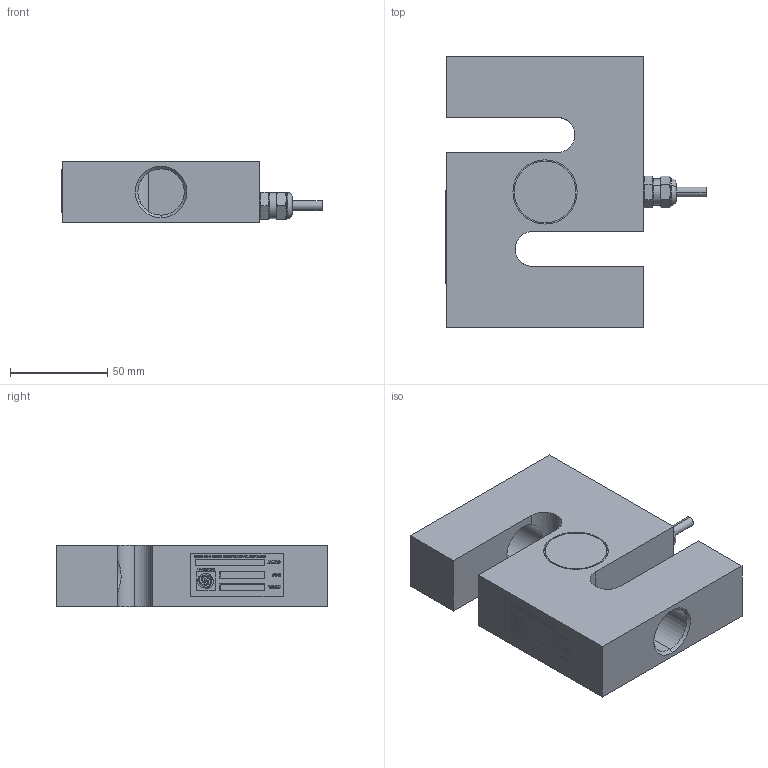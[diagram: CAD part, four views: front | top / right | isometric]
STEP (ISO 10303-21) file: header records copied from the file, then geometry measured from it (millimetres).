
FILE_DESCRIPTION (( 'STEP AP214' ), '1' );
FILE_NAME ('ZD1-C-15K X1 (STEP).STEP', '2021-07-30T23:00:44', ( '' ), ( '' ), 'SwSTEP 2.0', 'SolidWorks 2021', '' );
FILE_SCHEMA (( 'AUTOMOTIVE_DESIGN' ));
Length unit declared in the file: inch
Products named in the file (5): ZD1-C-15K Element X1; 13007 X5 (Sentran Standard Label); Cable; Cable Fitting X1; ZD1-C-15K X1 (STEP)
Assembly tree (4 placements, depth 2):
  ZD1-C-15K X1 (STEP)
    ZD1-C-15K Element X1
    Cable
    13007 X5 (Sentran Standard Label)
    Cable Fitting X1
Bounding box: 133.67 x 139.7 x 31.75 mm (x, y, z)
Volume: 351554.7 mm3; surface area: 54301.4 mm2
Topology: 4 solids, 4 shells, 172 faces, 863 edges, 790 vertices
Faces by surface type: plane 127, cylinder 29, cone 14, torus 2
Entity records: 14439 total; most frequent: CARTESIAN_POINT 5994, ORIENTED_EDGE 1726, DIRECTION 1005, EDGE_CURVE 863, VERTEX_POINT 790, VECTOR 491, LINE 491, B_SPLINE_CURVE_WITH_KNOTS 294
